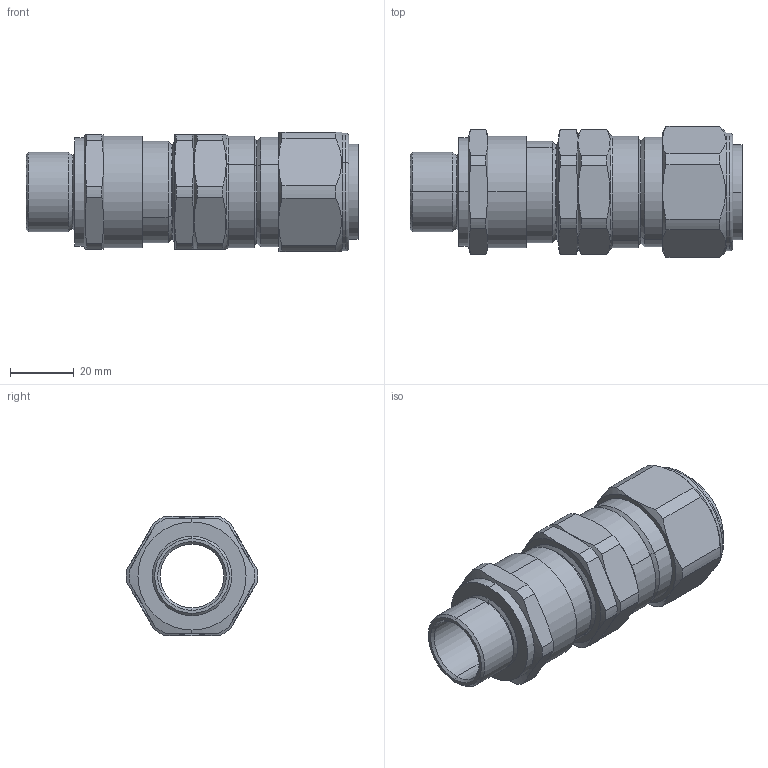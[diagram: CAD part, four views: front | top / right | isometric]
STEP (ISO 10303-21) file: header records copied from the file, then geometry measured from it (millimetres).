
FILE_DESCRIPTION (( 'STEP AP203' ), '1' );
FILE_NAME ('25E1FW1RA.STEP', '2017-09-22T10:03:53', ( '' ), ( '' ), 'SwSTEP 2.0', 'SolidWorks 2017', '' );
FILE_SCHEMA (( 'CONFIG_CONTROL_DESIGN' ));
Length unit declared in the file: millimetre
Products named in the file (1): 25E1FW1RA
Bounding box: 104.42 x 41.23 x 37.5 mm (x, y, z)
Surface area: 17771.9 mm2 (no closed solid volume)
Topology: 0 solids, 6 shells, 140 faces, 342 edges, 212 vertices
Faces by surface type: cone 52, cylinder 48, plane 34, torus 6
Entity records: 4548 total; most frequent: CARTESIAN_POINT 1211, DIRECTION 708, ORIENTED_EDGE 660, EDGE_CURVE 342, AXIS2_PLACEMENT_3D 301, VERTEX_POINT 212, CIRCLE 160, EDGE_LOOP 150
